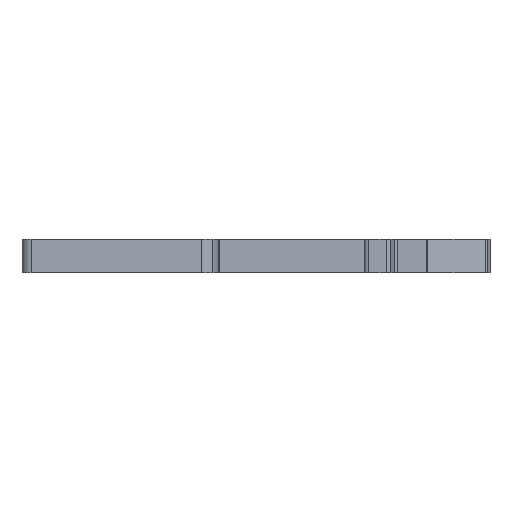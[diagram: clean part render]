
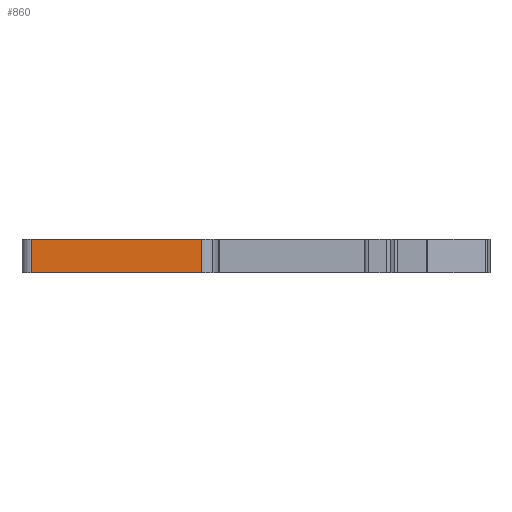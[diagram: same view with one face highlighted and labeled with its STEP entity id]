
A CAD part, front view. The second image highlights one B-rep face of the part: STEP entity #860.
In plain terms, the highlighted planar face has unit normal (0, -1, 0).
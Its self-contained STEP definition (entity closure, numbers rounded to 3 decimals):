
#342 = LINE ( 'NONE', #13216, #6828 ) ;
#860 = ADVANCED_FACE ( 'NONE', ( #15045 ), #12540, .F. ) ;
#1588 = ORIENTED_EDGE ( 'NONE', *, *, #7032, .F. ) ;
#1673 = DIRECTION ( 'NONE',  ( 0., 0., 1. ) ) ;
#1837 = LINE ( 'NONE', #3028, #1886 ) ;
#1886 = VECTOR ( 'NONE', #13474, 1000. ) ;
#2326 = VERTEX_POINT ( 'NONE', #5244 ) ;
#2422 = ORIENTED_EDGE ( 'NONE', *, *, #8091, .F. ) ;
#2426 = VERTEX_POINT ( 'NONE', #11806 ) ;
#3028 = CARTESIAN_POINT ( 'NONE',  ( -56.897, -6.5, 7. ) ) ;
#3522 = DIRECTION ( 'NONE',  ( 0., 0., 1. ) ) ;
#4632 = VERTEX_POINT ( 'NONE', #6085 ) ;
#4801 = EDGE_CURVE ( 'NONE', #4632, #2426, #1837, .T. ) ;
#5041 = CARTESIAN_POINT ( 'NONE',  ( -55.156, -6.5, 7. ) ) ;
#5244 = CARTESIAN_POINT ( 'NONE',  ( -55.156, -6.5, 0. ) ) ;
#5756 = CARTESIAN_POINT ( 'NONE',  ( -19.495, -6.5, 0. ) ) ;
#6085 = CARTESIAN_POINT ( 'NONE',  ( -55.156, -6.5, 7. ) ) ;
#6733 = CARTESIAN_POINT ( 'NONE',  ( -55.156, -6.5, 0. ) ) ;
#6828 = VECTOR ( 'NONE', #1673, 1000. ) ;
#7032 = EDGE_CURVE ( 'NONE', #2326, #4632, #342, .T. ) ;
#7103 = DIRECTION ( 'NONE',  ( 0., 0., -1. ) ) ;
#8034 = VERTEX_POINT ( 'NONE', #5756 ) ;
#8091 = EDGE_CURVE ( 'NONE', #2426, #8034, #11299, .T. ) ;
#9430 = LINE ( 'NONE', #6733, #10788 ) ;
#10040 = VECTOR ( 'NONE', #7103, 1000. ) ;
#10788 = VECTOR ( 'NONE', #12039, 1000. ) ;
#11299 = LINE ( 'NONE', #16425, #10040 ) ;
#11514 = ORIENTED_EDGE ( 'NONE', *, *, #4801, .F. ) ;
#11806 = CARTESIAN_POINT ( 'NONE',  ( -19.495, -6.5, 7. ) ) ;
#12039 = DIRECTION ( 'NONE',  ( 1., 0., 0. ) ) ;
#12210 = AXIS2_PLACEMENT_3D ( 'NONE', #5041, #12614, #3522 ) ;
#12540 = PLANE ( 'NONE',  #12210 ) ;
#12614 = DIRECTION ( 'NONE',  ( 0., 1., 0. ) ) ;
#13216 = CARTESIAN_POINT ( 'NONE',  ( -55.156, -6.5, 7. ) ) ;
#13474 = DIRECTION ( 'NONE',  ( 1., 0., 0. ) ) ;
#14171 = EDGE_LOOP ( 'NONE', ( #11514, #1588, #16291, #2422 ) ) ;
#14583 = EDGE_CURVE ( 'NONE', #2326, #8034, #9430, .T. ) ;
#15045 = FACE_OUTER_BOUND ( 'NONE', #14171, .T. ) ;
#16291 = ORIENTED_EDGE ( 'NONE', *, *, #14583, .T. ) ;
#16425 = CARTESIAN_POINT ( 'NONE',  ( -19.495, -6.5, 7. ) ) ;
